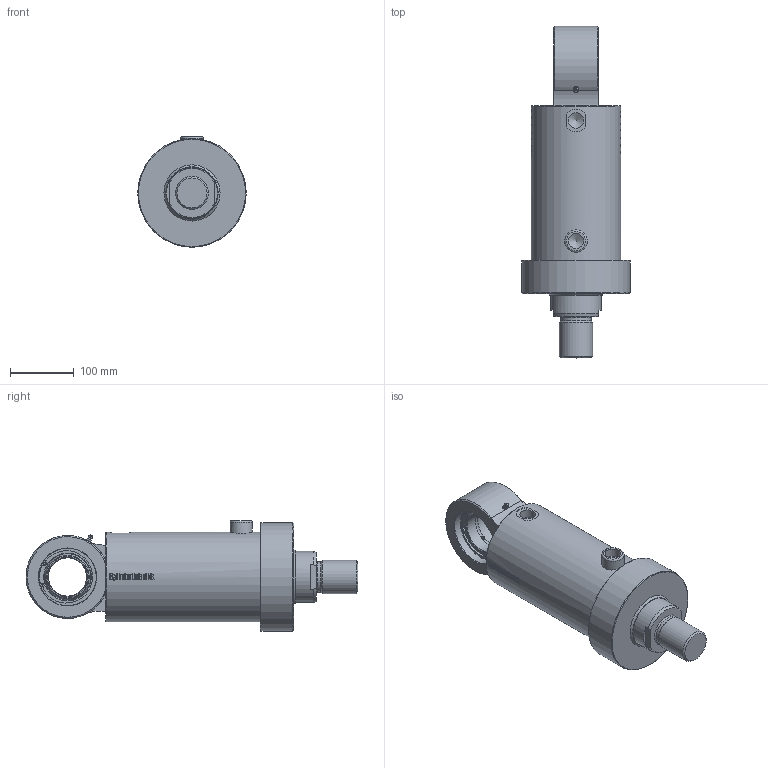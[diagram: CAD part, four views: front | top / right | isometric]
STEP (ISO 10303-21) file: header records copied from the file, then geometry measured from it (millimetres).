
FILE_DESCRIPTION((''),'2;1');
FILE_NAME('DVLG125_80 (2).stp','2010-01-26T14:10:40',('tribel'),(''),'Autodesk Inventor 2009','Autodesk Inventor 2009','');
FILE_SCHEMA(('AUTOMOTIVE_DESIGN { 1 0 10303 214 1 1 1 1 }'));
Length unit declared in the file: millimetre
Products named in the file (6): DVLG125_80 (2); DVLG125_80_body; DVLG125_80_stang; DVLG125_80_Parameters; Klinkby.Øye60.komplett; Sveis
Assembly tree (6 placements, depth 2):
  DVLG125_80 (2)
    DVLG125_80_body
    DVLG125_80_stang
    DVLG125_80_Parameters
    Klinkby.Øye60.komplett
    Sveis  x2
Bounding box: 170 x 520.08 x 173 mm (x, y, z)
Volume: 4603293.7 mm3; surface area: 516886.2 mm2
Topology: 5 solids, 6 shells, 584 faces, 1529 edges, 1003 vertices
Faces by surface type: plane 293, bspline 153, cylinder 89, cone 37, torus 8, sphere 4
Full cylindrical faces by diameter (mm): 3 x1, 3.5 x4, 5.143 x2, 6 x1, 6.2 x2, 35 x1, 48 x1, 52 x1, 60 x2, 80 x2, 90 x2, 90.159 x3, 93.659 x2, 125 x2, 140 x1, 170 x1
Entity records: 47888 total; most frequent: CARTESIAN_POINT 35018, ORIENTED_EDGE 2836, DIRECTION 2041, EDGE_CURVE 1420, VERTEX_POINT 965, AXIS2_PLACEMENT_3D 750, EDGE_LOOP 714, FACE_OUTER_BOUND 579
